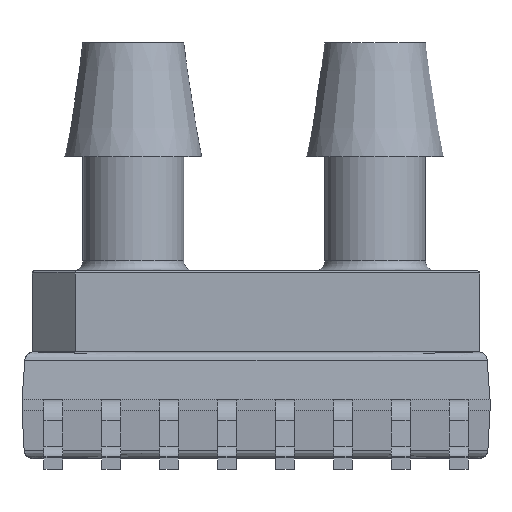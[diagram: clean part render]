
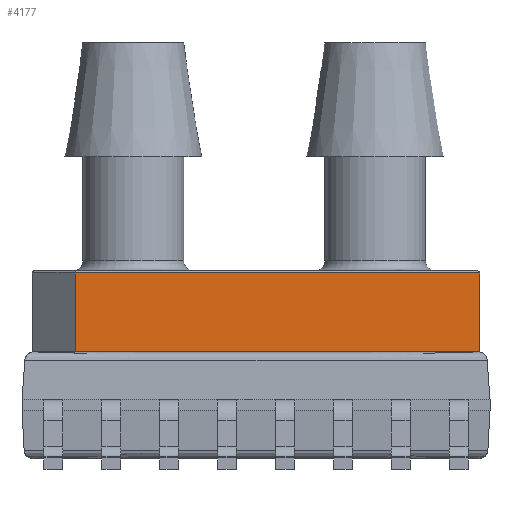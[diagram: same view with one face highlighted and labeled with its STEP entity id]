
A CAD part, front view. The second image highlights one B-rep face of the part: STEP entity #4177.
In plain terms, the highlighted planar face has unit normal (0, -1, 0).
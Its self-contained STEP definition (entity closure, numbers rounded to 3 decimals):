
#578=FACE_OUTER_BOUND('',#806,.T.);
#806=EDGE_LOOP('',(#3776,#3777,#3778,#3779));
#1230=LINE('',#7863,#1652);
#1232=LINE('',#7867,#1654);
#1240=LINE('',#7882,#1662);
#1241=LINE('',#7884,#1663);
#1652=VECTOR('',#5854,1000.);
#1654=VECTOR('',#5858,1000.);
#1662=VECTOR('',#5872,1000.);
#1663=VECTOR('',#5875,1000.);
#2046=VERTEX_POINT('',#7860);
#2047=VERTEX_POINT('',#7862);
#2048=VERTEX_POINT('',#7866);
#2052=VERTEX_POINT('',#7880);
#2623=EDGE_CURVE('',#2047,#2046,#1230,.T.);
#2625=EDGE_CURVE('',#2047,#2048,#1232,.T.);
#2633=EDGE_CURVE('',#2052,#2046,#1240,.T.);
#2634=EDGE_CURVE('',#2052,#2048,#1241,.T.);
#3776=ORIENTED_EDGE('',*,*,#2623,.T.);
#3777=ORIENTED_EDGE('',*,*,#2633,.F.);
#3778=ORIENTED_EDGE('',*,*,#2634,.T.);
#3779=ORIENTED_EDGE('',*,*,#2625,.F.);
#3954=PLANE('',#4699);
#4177=ADVANCED_FACE('',(#578),#3954,.T.);
#4699=AXIS2_PLACEMENT_3D('',#7883,#5873,#5874);
#5854=DIRECTION('',(1.,0.,0.));
#5858=DIRECTION('',(0.,0.,1.));
#5872=DIRECTION('',(0.,0.,-1.));
#5873=DIRECTION('center_axis',(0.,-1.,0.));
#5874=DIRECTION('ref_axis',(0.,0.,-1.));
#5875=DIRECTION('',(-1.,0.,0.));
#7860=CARTESIAN_POINT('',(4.9,-3.53,2.575));
#7862=CARTESIAN_POINT('',(-3.96,-3.53,2.575));
#7863=CARTESIAN_POINT('',(0.,-3.53,2.575));
#7866=CARTESIAN_POINT('',(-3.96,-3.53,4.305));
#7867=CARTESIAN_POINT('',(-3.96,-3.53,2.575));
#7880=CARTESIAN_POINT('',(4.9,-3.53,4.305));
#7882=CARTESIAN_POINT('',(4.9,-3.53,2.575));
#7883=CARTESIAN_POINT('Origin',(0.,-3.53,2.575));
#7884=CARTESIAN_POINT('',(0.,-3.53,4.305));
